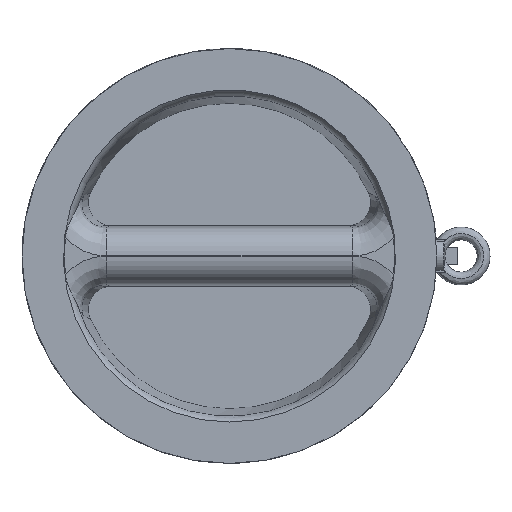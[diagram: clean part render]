
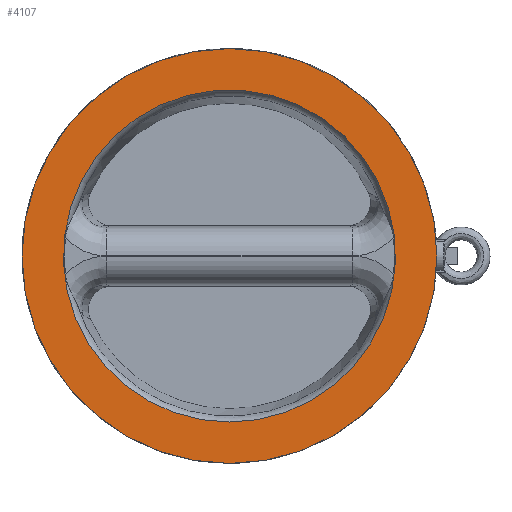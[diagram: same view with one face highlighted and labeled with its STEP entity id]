
A CAD part, front view. The second image highlights one B-rep face of the part: STEP entity #4107.
In plain terms, the highlighted planar face has unit normal (0, -1, 0).
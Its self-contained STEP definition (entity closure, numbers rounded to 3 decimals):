
#3840=CARTESIAN_POINT('',(193.5,6.,0.));
#3841=VERTEX_POINT('',#3840);
#3842=CARTESIAN_POINT('',(0.0,6.,0.0));
#3843=DIRECTION('',(0.0,-1.0,0.0));
#3844=DIRECTION('',(-1.0,0.0,0.0));
#3845=AXIS2_PLACEMENT_3D('',#3842,#3843,#3844);
#3846=CIRCLE('',#3845,193.5);
#3847=EDGE_CURVE('',#3841,#3841,#3846,.T.);
#4088=CARTESIAN_POINT('',(0.0,6.,-125.0));
#4089=DIRECTION('',(0.0,1.0,0.0));
#4090=DIRECTION('',(0.0,0.0,1.0));
#4091=AXIS2_PLACEMENT_3D('',#4088,#4089,#4090);
#4092=PLANE('',#4091);
#4093=ORIENTED_EDGE('',*,*,#3847,.T.);
#4094=EDGE_LOOP('',(#4093));
#4095=FACE_OUTER_BOUND('',#4094,.T.);
#4096=CARTESIAN_POINT('',(0.,6.,-154.873));
#4097=VERTEX_POINT('',#4096);
#4098=CARTESIAN_POINT('',(0.0,6.,0.0));
#4099=DIRECTION('',(0.0,-1.0,0.0));
#4100=DIRECTION('',(0.0,0.0,1.0));
#4101=AXIS2_PLACEMENT_3D('',#4098,#4099,#4100);
#4102=CIRCLE('',#4101,154.873);
#4103=EDGE_CURVE('',#4097,#4097,#4102,.T.);
#4104=ORIENTED_EDGE('',*,*,#4103,.F.);
#4105=EDGE_LOOP('',(#4104));
#4106=FACE_BOUND('',#4105,.T.);
#4107=ADVANCED_FACE('',(#4095,#4106),#4092,.F.);
